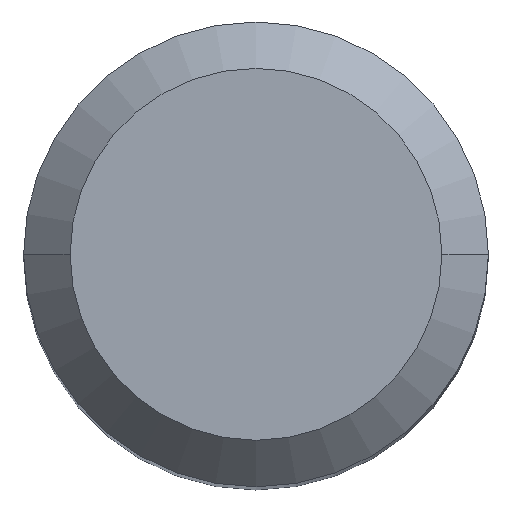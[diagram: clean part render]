
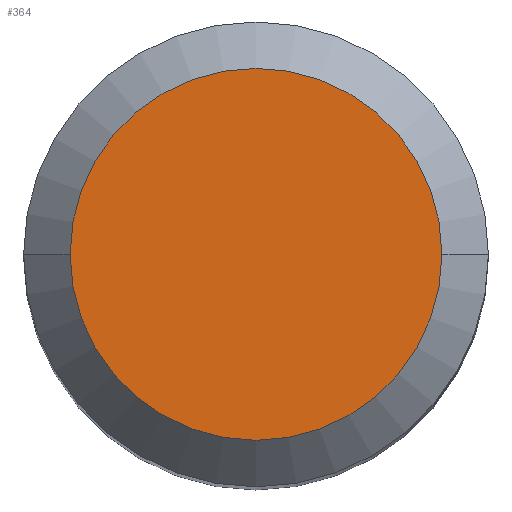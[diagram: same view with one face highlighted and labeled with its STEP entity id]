
A CAD part, top view. The second image highlights one B-rep face of the part: STEP entity #364.
In plain terms, the highlighted planar face has unit normal (0, 0, 1).
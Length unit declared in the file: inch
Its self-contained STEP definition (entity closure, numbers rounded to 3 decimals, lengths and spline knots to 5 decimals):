
#36 = PLANE ( 'NONE',  #261 ) ;
#42 = DIRECTION ( 'NONE',  ( 1., 0., 0. ) ) ;
#49 = CARTESIAN_POINT ( 'NONE',  ( 0., 0., 0. ) ) ;
#92 = DIRECTION ( 'NONE',  ( 0., 0., 1. ) ) ;
#107 = CIRCLE ( 'NONE', #361, 0.15748 ) ;
#125 = ORIENTED_EDGE ( 'NONE', *, *, #318, .T. ) ;
#129 = DIRECTION ( 'NONE',  ( 0., 0., -1. ) ) ;
#133 = FACE_OUTER_BOUND ( 'NONE', #220, .T. ) ;
#201 = DIRECTION ( 'NONE',  ( 0., 0., 1. ) ) ;
#205 = DIRECTION ( 'NONE',  ( -1., 0., 0. ) ) ;
#220 = EDGE_LOOP ( 'NONE', ( #125, #346 ) ) ;
#227 = VERTEX_POINT ( 'NONE', #421 ) ;
#261 = AXIS2_PLACEMENT_3D ( 'NONE', #378, #129, #205 ) ;
#264 = VERTEX_POINT ( 'NONE', #308 ) ;
#280 = CARTESIAN_POINT ( 'NONE',  ( 0., 0., 0. ) ) ;
#303 = DIRECTION ( 'NONE',  ( 1., 0., 0. ) ) ;
#308 = CARTESIAN_POINT ( 'NONE',  ( 0.15748, 0., 0. ) ) ;
#318 = EDGE_CURVE ( 'NONE', #227, #264, #107, .T. ) ;
#323 = AXIS2_PLACEMENT_3D ( 'NONE', #49, #201, #303 ) ;
#346 = ORIENTED_EDGE ( 'NONE', *, *, #447, .T. ) ;
#361 = AXIS2_PLACEMENT_3D ( 'NONE', #280, #92, #42 ) ;
#364 = ADVANCED_FACE ( 'NONE', ( #133 ), #36, .F. ) ;
#378 = CARTESIAN_POINT ( 'NONE',  ( 0., 0., 0. ) ) ;
#400 = CIRCLE ( 'NONE', #323, 0.15748 ) ;
#421 = CARTESIAN_POINT ( 'NONE',  ( -0.15748, 0., 0. ) ) ;
#447 = EDGE_CURVE ( 'NONE', #264, #227, #400, .T. ) ;
